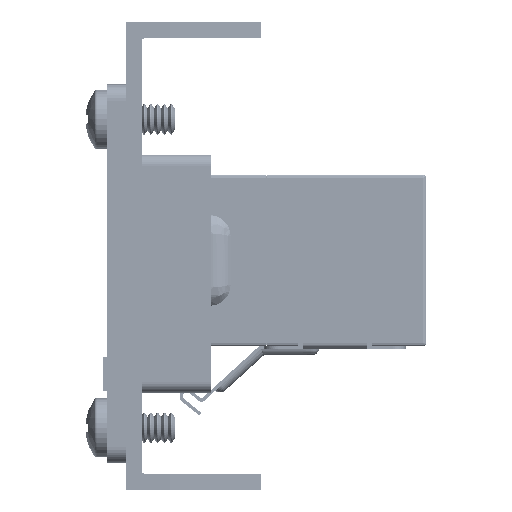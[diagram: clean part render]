
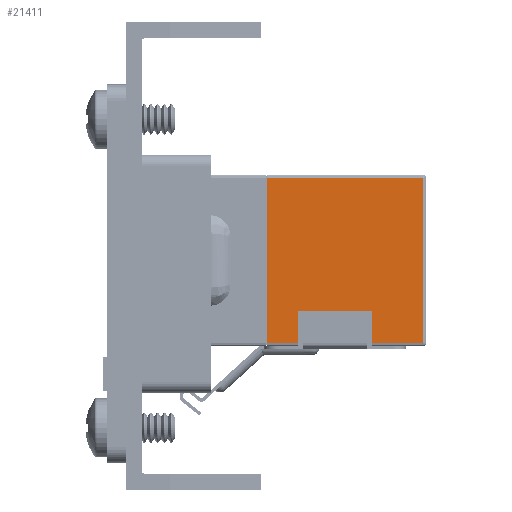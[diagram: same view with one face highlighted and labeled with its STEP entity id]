
A CAD part, left-side view. The second image highlights one B-rep face of the part: STEP entity #21411.
In plain terms, the highlighted face is planar.
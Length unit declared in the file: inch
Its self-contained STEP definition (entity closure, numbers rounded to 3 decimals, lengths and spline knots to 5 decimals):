
#597 = DIRECTION ( 'NONE',  ( 0., 1., 0. ) ) ;
#980 = CARTESIAN_POINT ( 'NONE',  ( 0.2874, 0.59055, 0.30512 ) ) ;
#1481 = CARTESIAN_POINT ( 'NONE',  ( 0.2874, -0.57874, -0.30512 ) ) ;
#2202 = EDGE_CURVE ( 'NONE', #48008, #49833, #31680, .T. ) ;
#2257 = VECTOR ( 'NONE', #18551, 39.37008 ) ;
#3007 = VERTEX_POINT ( 'NONE', #27178 ) ;
#3628 = LINE ( 'NONE', #14086, #2257 ) ;
#4000 = VERTEX_POINT ( 'NONE', #22753 ) ;
#4509 = CARTESIAN_POINT ( 'NONE',  ( 0.2874, -0.11487, 0.31693 ) ) ;
#5427 = DIRECTION ( 'NONE',  ( 0., -1., 0. ) ) ;
#6811 = VECTOR ( 'NONE', #24108, 39.37008 ) ;
#7647 = LINE ( 'NONE', #38684, #41542 ) ;
#8190 = VECTOR ( 'NONE', #16449, 39.37008 ) ;
#9675 = PLANE ( 'NONE',  #48895 ) ;
#10414 = EDGE_CURVE ( 'NONE', #38496, #4000, #16748, .T. ) ;
#11135 = CARTESIAN_POINT ( 'NONE',  ( 0.2874, -0.57874, 0.30512 ) ) ;
#12037 = CARTESIAN_POINT ( 'NONE',  ( 0.2874, 0.59055, 0.30512 ) ) ;
#12206 = ORIENTED_EDGE ( 'NONE', *, *, #30940, .F. ) ;
#14003 = VECTOR ( 'NONE', #47434, 39.37008 ) ;
#14086 = CARTESIAN_POINT ( 'NONE',  ( 0.2874, -0.38924, 0.31693 ) ) ;
#14304 = EDGE_CURVE ( 'NONE', #32742, #4000, #49290, .T. ) ;
#15085 = ORIENTED_EDGE ( 'NONE', *, *, #27977, .T. ) ;
#15709 = ORIENTED_EDGE ( 'NONE', *, *, #14304, .F. ) ;
#16449 = DIRECTION ( 'NONE',  ( 0., -1., 0. ) ) ;
#16748 = LINE ( 'NONE', #31485, #50673 ) ;
#18551 = DIRECTION ( 'NONE',  ( 0., 0., -1. ) ) ;
#18574 = CARTESIAN_POINT ( 'NONE',  ( 0.2874, 0.59055, -0.31693 ) ) ;
#21411 = ADVANCED_FACE ( 'NONE', ( #30110 ), #9675, .F. ) ;
#22753 = CARTESIAN_POINT ( 'NONE',  ( 0.2874, -0.00197, -0.30512 ) ) ;
#23008 = DIRECTION ( 'NONE',  ( 0., 0., 1. ) ) ;
#23396 = ORIENTED_EDGE ( 'NONE', *, *, #2202, .F. ) ;
#24108 = DIRECTION ( 'NONE',  ( 0., 1., 0. ) ) ;
#25219 = CARTESIAN_POINT ( 'NONE',  ( 0.2874, -0.38924, 0.18701 ) ) ;
#27178 = CARTESIAN_POINT ( 'NONE',  ( 0.2874, -0.11487, 0.30512 ) ) ;
#27977 = EDGE_CURVE ( 'NONE', #32077, #49904, #55293, .T. ) ;
#29702 = ORIENTED_EDGE ( 'NONE', *, *, #41330, .T. ) ;
#30110 = FACE_OUTER_BOUND ( 'NONE', #44849, .T. ) ;
#30588 = VECTOR ( 'NONE', #5427, 39.37008 ) ;
#30940 = EDGE_CURVE ( 'NONE', #49833, #3007, #50030, .T. ) ;
#31485 = CARTESIAN_POINT ( 'NONE',  ( 0.2874, 0.59055, -0.30512 ) ) ;
#31680 = LINE ( 'NONE', #25219, #6811 ) ;
#32077 = VERTEX_POINT ( 'NONE', #39823 ) ;
#32742 = VERTEX_POINT ( 'NONE', #37824 ) ;
#36819 = VECTOR ( 'NONE', #39879, 39.37008 ) ;
#36956 = EDGE_CURVE ( 'NONE', #32742, #3007, #43784, .T. ) ;
#37511 = EDGE_CURVE ( 'NONE', #32077, #48008, #3628, .T. ) ;
#37824 = CARTESIAN_POINT ( 'NONE',  ( 0.2874, -0.00197, 0.30512 ) ) ;
#38496 = VERTEX_POINT ( 'NONE', #1481 ) ;
#38684 = CARTESIAN_POINT ( 'NONE',  ( 0.2874, -0.57874, -0.31693 ) ) ;
#39823 = CARTESIAN_POINT ( 'NONE',  ( 0.2874, -0.38924, 0.30512 ) ) ;
#39879 = DIRECTION ( 'NONE',  ( 0., 0., 1. ) ) ;
#39893 = ORIENTED_EDGE ( 'NONE', *, *, #10414, .T. ) ;
#41330 = EDGE_CURVE ( 'NONE', #49904, #38496, #7647, .T. ) ;
#41542 = VECTOR ( 'NONE', #43139, 39.37008 ) ;
#43001 = CARTESIAN_POINT ( 'NONE',  ( 0.2874, -0.00197, 0.31693 ) ) ;
#43139 = DIRECTION ( 'NONE',  ( 0., 0., -1. ) ) ;
#43784 = LINE ( 'NONE', #980, #30588 ) ;
#44849 = EDGE_LOOP ( 'NONE', ( #15709, #44910, #12206, #23396, #46088, #15085, #29702, #39893 ) ) ;
#44910 = ORIENTED_EDGE ( 'NONE', *, *, #36956, .T. ) ;
#45145 = CARTESIAN_POINT ( 'NONE',  ( 0.2874, -0.11487, 0.18701 ) ) ;
#46088 = ORIENTED_EDGE ( 'NONE', *, *, #37511, .F. ) ;
#47434 = DIRECTION ( 'NONE',  ( 0., 0., -1. ) ) ;
#47440 = CARTESIAN_POINT ( 'NONE',  ( 0.2874, -0.38924, 0.18701 ) ) ;
#48008 = VERTEX_POINT ( 'NONE', #47440 ) ;
#48895 = AXIS2_PLACEMENT_3D ( 'NONE', #18574, #49496, #23008 ) ;
#49290 = LINE ( 'NONE', #43001, #14003 ) ;
#49496 = DIRECTION ( 'NONE',  ( -1., 0., 0. ) ) ;
#49833 = VERTEX_POINT ( 'NONE', #45145 ) ;
#49904 = VERTEX_POINT ( 'NONE', #11135 ) ;
#50030 = LINE ( 'NONE', #4509, #36819 ) ;
#50673 = VECTOR ( 'NONE', #597, 39.37008 ) ;
#55293 = LINE ( 'NONE', #12037, #8190 ) ;
